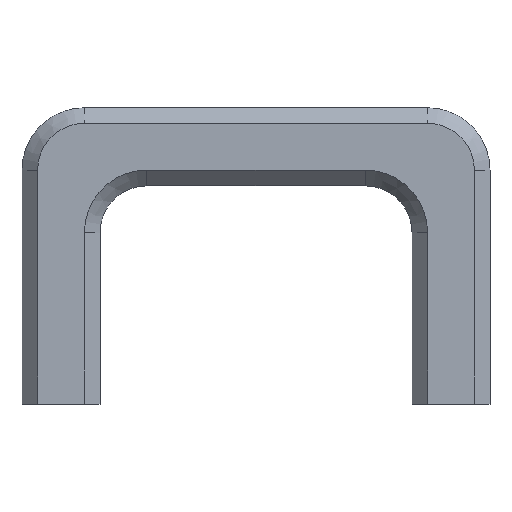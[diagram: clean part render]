
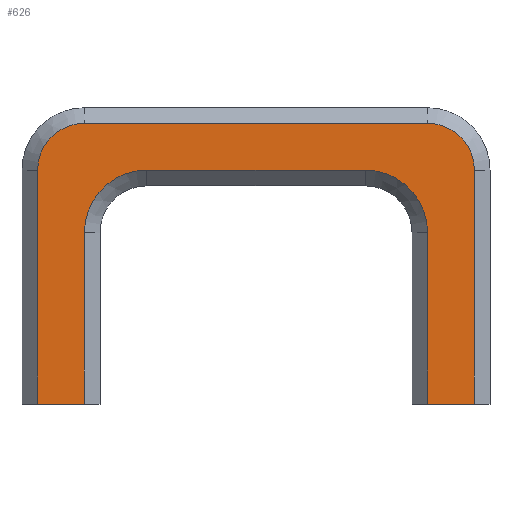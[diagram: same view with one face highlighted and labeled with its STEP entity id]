
A CAD part, top view. The second image highlights one B-rep face of the part: STEP entity #626.
In plain terms, the highlighted planar face has unit normal (0, 0, 1).
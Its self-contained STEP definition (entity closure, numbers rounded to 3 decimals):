
#34=CIRCLE('',#677,4.);
#36=CIRCLE('',#681,4.);
#38=CIRCLE('',#690,3.);
#39=CIRCLE('',#693,3.);
#82=FACE_OUTER_BOUND('',#121,.T.);
#121=EDGE_LOOP('',(#536,#537,#538,#539,#540,#541,#542,#543,#544,#545,#546,
#547));
#148=LINE('',#943,#214);
#170=LINE('',#996,#236);
#173=LINE('',#1007,#239);
#177=LINE('',#1019,#243);
#185=LINE('',#1034,#251);
#188=LINE('',#1042,#254);
#190=LINE('',#1048,#256);
#191=LINE('',#1050,#257);
#214=VECTOR('',#752,10.);
#236=VECTOR('',#806,10.);
#239=VECTOR('',#817,10.);
#243=VECTOR('',#829,10.);
#251=VECTOR('',#847,10.);
#254=VECTOR('',#856,10.);
#256=VECTOR('',#864,10.);
#257=VECTOR('',#867,10.);
#280=VERTEX_POINT('',#940);
#281=VERTEX_POINT('',#942);
#296=VERTEX_POINT('',#994);
#298=VERTEX_POINT('',#999);
#300=VERTEX_POINT('',#1005);
#302=VERTEX_POINT('',#1011);
#304=VERTEX_POINT('',#1017);
#305=VERTEX_POINT('',#1030);
#306=VERTEX_POINT('',#1032);
#307=VERTEX_POINT('',#1036);
#308=VERTEX_POINT('',#1040);
#309=VERTEX_POINT('',#1044);
#338=EDGE_CURVE('',#281,#280,#148,.T.);
#365=EDGE_CURVE('',#296,#280,#170,.T.);
#367=EDGE_CURVE('',#298,#296,#34,.T.);
#370=EDGE_CURVE('',#300,#298,#173,.T.);
#373=EDGE_CURVE('',#302,#300,#36,.T.);
#376=EDGE_CURVE('',#304,#302,#177,.T.);
#384=EDGE_CURVE('',#306,#305,#185,.T.);
#386=EDGE_CURVE('',#307,#306,#38,.T.);
#388=EDGE_CURVE('',#308,#307,#188,.T.);
#390=EDGE_CURVE('',#309,#308,#39,.T.);
#391=EDGE_CURVE('',#281,#309,#190,.T.);
#392=EDGE_CURVE('',#304,#305,#191,.T.);
#536=ORIENTED_EDGE('',*,*,#376,.F.);
#537=ORIENTED_EDGE('',*,*,#392,.T.);
#538=ORIENTED_EDGE('',*,*,#384,.F.);
#539=ORIENTED_EDGE('',*,*,#386,.F.);
#540=ORIENTED_EDGE('',*,*,#388,.F.);
#541=ORIENTED_EDGE('',*,*,#390,.F.);
#542=ORIENTED_EDGE('',*,*,#391,.F.);
#543=ORIENTED_EDGE('',*,*,#338,.T.);
#544=ORIENTED_EDGE('',*,*,#365,.F.);
#545=ORIENTED_EDGE('',*,*,#367,.F.);
#546=ORIENTED_EDGE('',*,*,#370,.F.);
#547=ORIENTED_EDGE('',*,*,#373,.F.);
#590=PLANE('',#695);
#626=ADVANCED_FACE('',(#82),#590,.T.);
#677=AXIS2_PLACEMENT_3D('',#1001,#810,#811);
#681=AXIS2_PLACEMENT_3D('',#1013,#822,#823);
#690=AXIS2_PLACEMENT_3D('',#1038,#851,#852);
#693=AXIS2_PLACEMENT_3D('',#1046,#860,#861);
#695=AXIS2_PLACEMENT_3D('',#1049,#865,#866);
#752=DIRECTION('',(1.,0.,0.));
#806=DIRECTION('',(0.,-1.,0.));
#810=DIRECTION('center_axis',(0.,0.,1.));
#811=DIRECTION('ref_axis',(0.,1.,0.));
#817=DIRECTION('',(-1.,0.,0.));
#822=DIRECTION('center_axis',(0.,0.,1.));
#823=DIRECTION('ref_axis',(1.,0.,0.));
#829=DIRECTION('',(0.,1.,0.));
#847=DIRECTION('',(0.,-1.,0.));
#851=DIRECTION('center_axis',(0.,0.,-1.));
#852=DIRECTION('ref_axis',(1.,0.,0.));
#856=DIRECTION('',(1.,0.,0.));
#860=DIRECTION('center_axis',(0.,0.,-1.));
#861=DIRECTION('ref_axis',(0.,1.,0.));
#864=DIRECTION('',(0.,1.,0.));
#865=DIRECTION('center_axis',(0.,0.,1.));
#866=DIRECTION('ref_axis',(1.,0.,0.));
#867=DIRECTION('',(1.,0.,0.));
#940=CARTESIAN_POINT('',(4.,0.,5.));
#942=CARTESIAN_POINT('',(1.,0.,5.));
#943=CARTESIAN_POINT('',(5.,0.,5.));
#994=CARTESIAN_POINT('',(4.,11.,5.));
#996=CARTESIAN_POINT('',(4.,4.75,5.));
#999=CARTESIAN_POINT('',(8.,15.,5.));
#1001=CARTESIAN_POINT('Origin',(8.,11.,5.));
#1005=CARTESIAN_POINT('',(22.,15.,5.));
#1007=CARTESIAN_POINT('',(11.5,15.,5.));
#1011=CARTESIAN_POINT('',(26.,11.,5.));
#1013=CARTESIAN_POINT('Origin',(22.,11.,5.));
#1017=CARTESIAN_POINT('',(26.,0.,5.));
#1019=CARTESIAN_POINT('',(26.,10.25,5.));
#1030=CARTESIAN_POINT('',(29.,0.,5.));
#1032=CARTESIAN_POINT('',(29.,15.,5.));
#1034=CARTESIAN_POINT('',(29.,4.75,5.));
#1036=CARTESIAN_POINT('',(26.,18.,5.));
#1038=CARTESIAN_POINT('Origin',(26.,15.,5.));
#1040=CARTESIAN_POINT('',(4.,18.,5.));
#1042=CARTESIAN_POINT('',(20.5,18.,5.));
#1044=CARTESIAN_POINT('',(1.,15.,5.));
#1046=CARTESIAN_POINT('Origin',(4.,15.,5.));
#1048=CARTESIAN_POINT('',(1.,12.25,5.));
#1049=CARTESIAN_POINT('Origin',(15.,9.5,5.));
#1050=CARTESIAN_POINT('',(30.,0.,5.));
